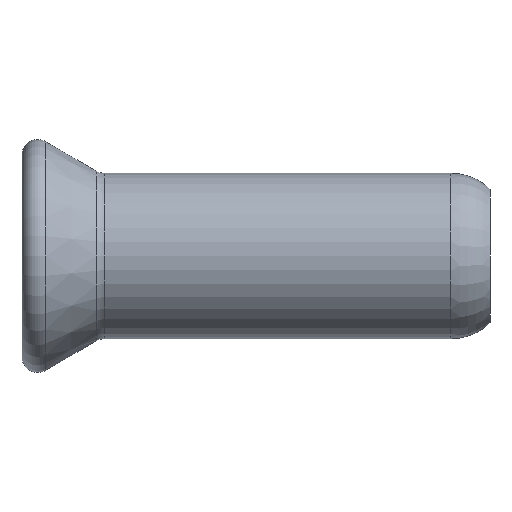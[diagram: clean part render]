
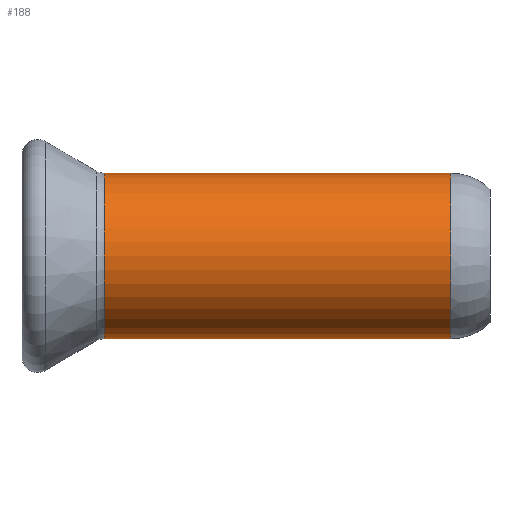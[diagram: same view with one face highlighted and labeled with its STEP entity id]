
A CAD part, left-side view. The second image highlights one B-rep face of the part: STEP entity #188.
In plain terms, the highlighted cylindrical face has radius 5.3 mm (diameter 10.6 mm), a partial arc.
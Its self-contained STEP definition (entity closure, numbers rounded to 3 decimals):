
#8 = CARTESIAN_POINT ( 'NONE',  ( 0., 24.73, 0. ) ) ;
#9 = AXIS2_PLACEMENT_3D ( 'NONE', #8, #13, #19 ) ;
#12 = CIRCLE ( 'NONE', #9, 5.3 ) ;
#13 = DIRECTION ( 'NONE',  ( 0., -1., 0. ) ) ;
#19 = DIRECTION ( 'NONE',  ( 0., 0., 1. ) ) ;
#111 = VERTEX_POINT ( 'NONE', #291 ) ;
#113 = EDGE_CURVE ( 'NONE', #154, #111, #12, .T. ) ;
#129 = EDGE_CURVE ( 'NONE', #168, #154, #309, .T. ) ;
#149 = EDGE_CURVE ( 'NONE', #165, #111, #407, .T. ) ;
#154 = VERTEX_POINT ( 'NONE', #394 ) ;
#165 = VERTEX_POINT ( 'NONE', #482 ) ;
#168 = VERTEX_POINT ( 'NONE', #476 ) ;
#171 = ORIENTED_EDGE ( 'NONE', *, *, #129, .T. ) ;
#172 = ORIENTED_EDGE ( 'NONE', *, *, #113, .T. ) ;
#176 = ORIENTED_EDGE ( 'NONE', *, *, #177, .T. ) ;
#177 = EDGE_CURVE ( 'NONE', #165, #168, #464, .T. ) ;
#180 = EDGE_LOOP ( 'NONE', ( #189, #176, #171, #172 ) ) ;
#188 = ADVANCED_FACE ( 'NONE', ( #457 ), #452, .T. ) ;
#189 = ORIENTED_EDGE ( 'NONE', *, *, #149, .F. ) ;
#291 = CARTESIAN_POINT ( 'NONE',  ( 0., 24.73, -5.3 ) ) ;
#306 = DIRECTION ( 'NONE',  ( 0., 1., 0. ) ) ;
#307 = VECTOR ( 'NONE', #306, 1000. ) ;
#308 = CARTESIAN_POINT ( 'NONE',  ( 0., 32.662, 5.3 ) ) ;
#309 = LINE ( 'NONE', #308, #307 ) ;
#394 = CARTESIAN_POINT ( 'NONE',  ( 0., 24.73, 5.3 ) ) ;
#400 = DIRECTION ( 'NONE',  ( 0., 1., 0. ) ) ;
#401 = VECTOR ( 'NONE', #400, 1000. ) ;
#402 = CARTESIAN_POINT ( 'NONE',  ( 0., 32.662, -5.3 ) ) ;
#407 = LINE ( 'NONE', #402, #401 ) ;
#447 = DIRECTION ( 'NONE',  ( 0., 0., 1. ) ) ;
#448 = DIRECTION ( 'NONE',  ( 0., 1., 0. ) ) ;
#449 = CARTESIAN_POINT ( 'NONE',  ( 0., 32.662, 0. ) ) ;
#450 = AXIS2_PLACEMENT_3D ( 'NONE', #449, #448, #447 ) ;
#452 = CYLINDRICAL_SURFACE ( 'NONE', #450, 5.3 ) ;
#457 = FACE_OUTER_BOUND ( 'NONE', #180, .T. ) ;
#460 = DIRECTION ( 'NONE',  ( 0., 0., 1. ) ) ;
#461 = DIRECTION ( 'NONE',  ( 0., 1., 0. ) ) ;
#462 = CARTESIAN_POINT ( 'NONE',  ( 0., 2.5, 0. ) ) ;
#463 = AXIS2_PLACEMENT_3D ( 'NONE', #462, #461, #460 ) ;
#464 = CIRCLE ( 'NONE', #463, 5.3 ) ;
#476 = CARTESIAN_POINT ( 'NONE',  ( 0., 2.5, 5.3 ) ) ;
#482 = CARTESIAN_POINT ( 'NONE',  ( 0., 2.5, -5.3 ) ) ;
